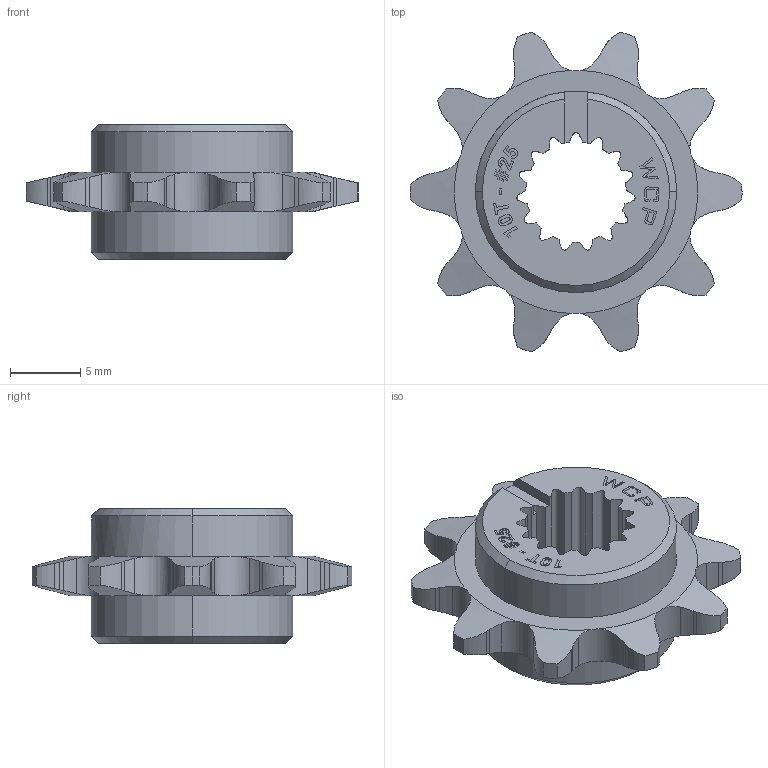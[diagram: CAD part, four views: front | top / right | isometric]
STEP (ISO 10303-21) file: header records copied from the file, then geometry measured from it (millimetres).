
FILE_DESCRIPTION (( 'STEP AP214' ), '1' );
FILE_NAME ('WCP-1019 Rev1.step', '2023-06-02T03:39:17', ( '' ), ( '' ), 'SwSTEP 2.0', 'SolidWorks 2022', '' );
FILE_SCHEMA (( 'AUTOMOTIVE_DESIGN' ));
Length unit declared in the file: inch
Products named in the file (1): WCP-1019 Rev1
Bounding box: 23.56 x 22.7 x 9.53 mm (x, y, z)
Volume: 1463 mm3; surface area: 1353.4 mm2
Topology: 1 solids, 1 shells, 301 faces, 851 edges, 566 vertices
Faces by surface type: plane 144, cylinder 87, bspline 45, cone 25
Entity records: 13596 total; most frequent: CARTESIAN_POINT 6290, ORIENTED_EDGE 1702, DIRECTION 1212, EDGE_CURVE 851, VERTEX_POINT 566, VECTOR 476, LINE 476, AXIS2_PLACEMENT_3D 368
